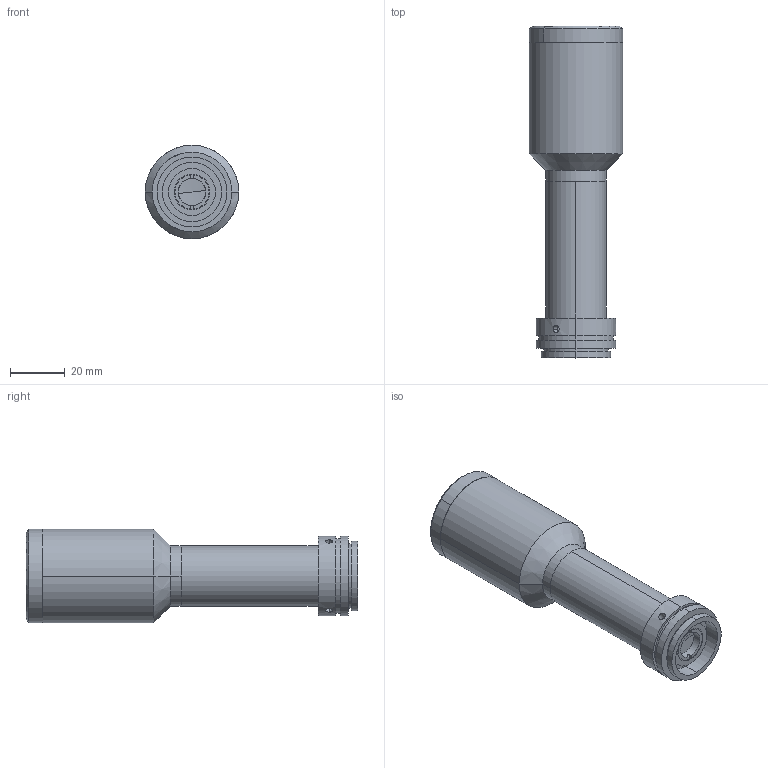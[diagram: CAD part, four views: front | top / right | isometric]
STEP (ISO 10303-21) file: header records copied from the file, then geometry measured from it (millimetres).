
FILE_DESCRIPTION (( 'STEP AP203' ), '1' );
FILE_NAME ('XF-MT08X110.STEP', '2015-07-30T07:18:57', ( 'Lxtx999.CoM' ), ( 'Lxtx999.CoM' ), 'SwSTEP 2.0', 'SolidWorks 2014', '' );
FILE_SCHEMA (( 'CONFIG_CONTROL_DESIGN' ));
Length unit declared in the file: millimetre
Products named in the file (1): XF-MT08X110
Bounding box: 34 x 120.74 x 34 mm (x, y, z)
Surface area: 15250.6 mm2 (no closed solid volume)
Topology: 0 solids, 12 shells, 84 faces, 210 edges, 142 vertices
Faces by surface type: cylinder 44, plane 30, cone 6, sphere 4
Entity records: 2814 total; most frequent: CARTESIAN_POINT 665, DIRECTION 484, ORIENTED_EDGE 358, EDGE_CURVE 210, AXIS2_PLACEMENT_3D 201, VERTEX_POINT 142, CIRCLE 116, EDGE_LOOP 101
